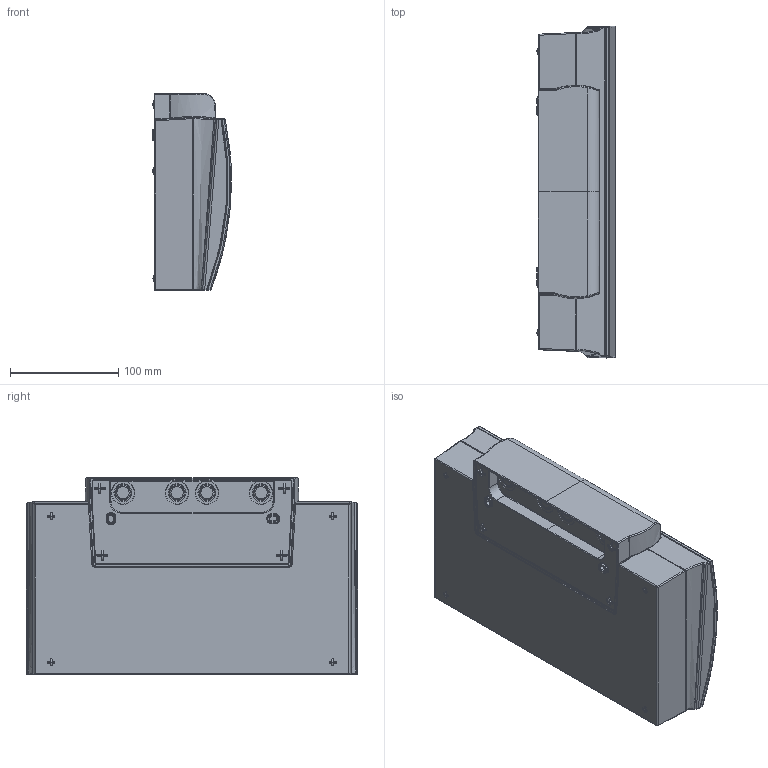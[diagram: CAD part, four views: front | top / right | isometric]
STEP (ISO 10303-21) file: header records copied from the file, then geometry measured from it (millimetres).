
FILE_DESCRIPTION('');
FILE_NAME('');
FILE_SCHEMA(('CONFIG_CONTROL_DESIGN'));
Length unit declared in the file: millimetre
Products named in the file (1): EN10061820
Bounding box: 72.79 x 306.96 x 182.02 mm (x, y, z)
Volume: 3327430.4 mm3; surface area: 313072.4 mm2
Topology: 3 solids, 3 shells, 626 faces, 1523 edges, 891 vertices
Faces by surface type: cylinder 215, plane 195, bspline 90, torus 72, sphere 24, revolution 16, cone 8, extrusion 6
Entity records: 22535 total; most frequent: CARTESIAN_POINT 9714, ORIENTED_EDGE 2974, DIRECTION 1935, EDGE_CURVE 1487, AXIS2_PLACEMENT_3D 919, VERTEX_POINT 891, EDGE_LOOP 650, ADVANCED_FACE 626
